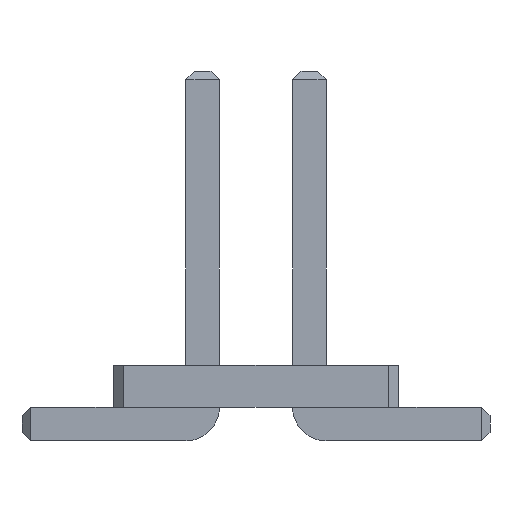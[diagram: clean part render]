
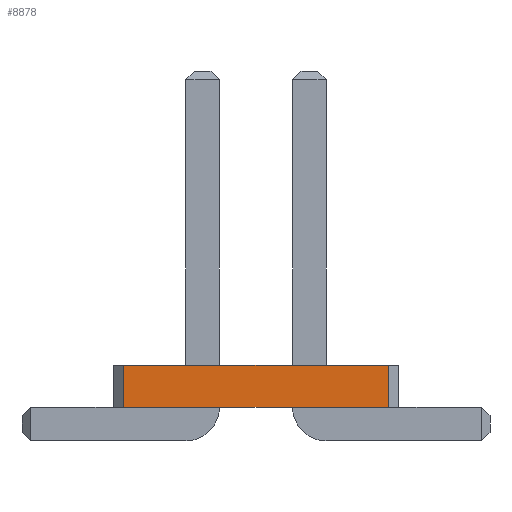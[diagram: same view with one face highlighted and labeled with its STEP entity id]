
A CAD part, front view. The second image highlights one B-rep face of the part: STEP entity #8878.
In plain terms, the highlighted planar face has unit normal (0, -1, 0).
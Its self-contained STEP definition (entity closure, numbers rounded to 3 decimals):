
#1646 = VERTEX_POINT('',#1647);
#1647 = CARTESIAN_POINT('',(1.573,-13.335,0.4));
#1653 = EDGE_CURVE('',#1654,#1646,#1656,.T.);
#1654 = VERTEX_POINT('',#1655);
#1655 = CARTESIAN_POINT('',(-1.573,-13.335,0.4));
#1656 = LINE('',#1657,#1658);
#1657 = CARTESIAN_POINT('',(-1.573,-13.335,0.4));
#1658 = VECTOR('',#1659,1.);
#1659 = DIRECTION('',(1.,0.,0.));
#3654 = VERTEX_POINT('',#3655);
#3655 = CARTESIAN_POINT('',(1.573,-13.335,0.9));
#3661 = EDGE_CURVE('',#3662,#3654,#3664,.T.);
#3662 = VERTEX_POINT('',#3663);
#3663 = CARTESIAN_POINT('',(-1.573,-13.335,0.9));
#3664 = LINE('',#3665,#3666);
#3665 = CARTESIAN_POINT('',(-1.573,-13.335,0.9));
#3666 = VECTOR('',#3667,1.);
#3667 = DIRECTION('',(1.,0.,0.));
#8867 = EDGE_CURVE('',#1654,#3662,#8868,.T.);
#8868 = LINE('',#8869,#8870);
#8869 = CARTESIAN_POINT('',(-1.573,-13.335,0.4));
#8870 = VECTOR('',#8871,1.);
#8871 = DIRECTION('',(0.,0.,1.));
#8878 = ADVANCED_FACE('',(#8879),#8890,.F.);
#8879 = FACE_BOUND('',#8880,.F.);
#8880 = EDGE_LOOP('',(#8881,#8882,#8883,#8889));
#8881 = ORIENTED_EDGE('',*,*,#8867,.T.);
#8882 = ORIENTED_EDGE('',*,*,#3661,.T.);
#8883 = ORIENTED_EDGE('',*,*,#8884,.F.);
#8884 = EDGE_CURVE('',#1646,#3654,#8885,.T.);
#8885 = LINE('',#8886,#8887);
#8886 = CARTESIAN_POINT('',(1.573,-13.335,0.4));
#8887 = VECTOR('',#8888,1.);
#8888 = DIRECTION('',(0.,0.,1.));
#8889 = ORIENTED_EDGE('',*,*,#1653,.F.);
#8890 = PLANE('',#8891);
#8891 = AXIS2_PLACEMENT_3D('',#8892,#8893,#8894);
#8892 = CARTESIAN_POINT('',(-1.573,-13.335,0.4));
#8893 = DIRECTION('',(0.,1.,0.));
#8894 = DIRECTION('',(1.,0.,0.));
